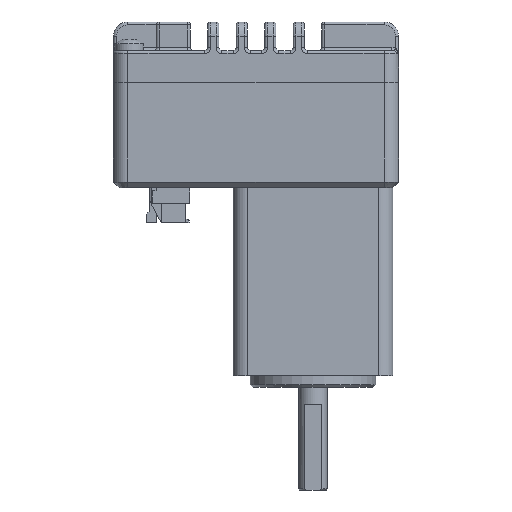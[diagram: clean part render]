
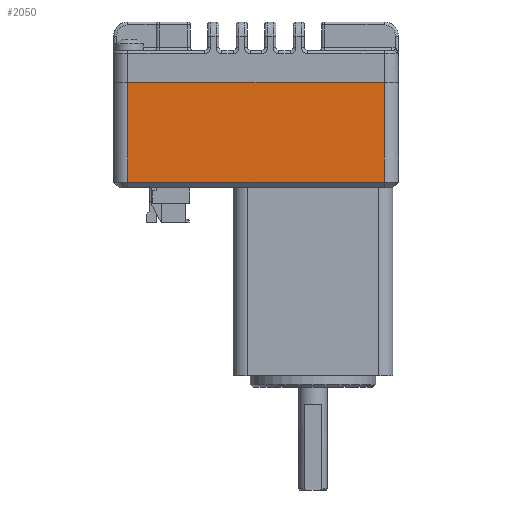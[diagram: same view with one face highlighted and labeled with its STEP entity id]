
A CAD part, left-side view. The second image highlights one B-rep face of the part: STEP entity #2050.
In plain terms, the highlighted planar face has unit normal (-1, 0, 0).
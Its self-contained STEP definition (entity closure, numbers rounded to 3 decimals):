
#489 = DIRECTION ( 'NONE',  ( 0., -1., 0. ) ) ;
#1351 = EDGE_CURVE ( 'NONE', #13260, #17764, #19593, .T. ) ;
#2050 = ADVANCED_FACE ( 'NONE', ( #31426 ), #35296, .T. ) ;
#2240 = DIRECTION ( 'NONE',  ( 0., 0., -1. ) ) ;
#3580 = CARTESIAN_POINT ( 'NONE',  ( -15., 32.5, 43.5 ) ) ;
#3959 = DIRECTION ( 'NONE',  ( -1., 0., 0. ) ) ;
#5972 = VECTOR ( 'NONE', #7388, 1000. ) ;
#7388 = DIRECTION ( 'NONE',  ( 0., 0., 1. ) ) ;
#10396 = LINE ( 'NONE', #3580, #35892 ) ;
#10480 = CARTESIAN_POINT ( 'NONE',  ( -15., -12.5, 26. ) ) ;
#10601 = EDGE_CURVE ( 'NONE', #33419, #17764, #10396, .T. ) ;
#11060 = VECTOR ( 'NONE', #12966, 1000. ) ;
#12966 = DIRECTION ( 'NONE',  ( 0., -1., 0. ) ) ;
#13260 = VERTEX_POINT ( 'NONE', #10480 ) ;
#14493 = ORIENTED_EDGE ( 'NONE', *, *, #38921, .T. ) ;
#15411 = VECTOR ( 'NONE', #2240, 1000. ) ;
#17764 = VERTEX_POINT ( 'NONE', #20897 ) ;
#17910 = EDGE_CURVE ( 'NONE', #40208, #13260, #35198, .T. ) ;
#19593 = LINE ( 'NONE', #23093, #5972 ) ;
#19669 = DIRECTION ( 'NONE',  ( 0., -1., 0. ) ) ;
#20397 = LINE ( 'NONE', #36672, #15411 ) ;
#20897 = CARTESIAN_POINT ( 'NONE',  ( -15., -12.5, 43.5 ) ) ;
#21257 = CARTESIAN_POINT ( 'NONE',  ( -15., 32.5, 43.5 ) ) ;
#22621 = ORIENTED_EDGE ( 'NONE', *, *, #1351, .T. ) ;
#23093 = CARTESIAN_POINT ( 'NONE',  ( -15., -12.5, -33.31 ) ) ;
#23422 = AXIS2_PLACEMENT_3D ( 'NONE', #28326, #3959, #489 ) ;
#23432 = EDGE_LOOP ( 'NONE', ( #14493, #30453, #22621, #35762 ) ) ;
#27413 = CARTESIAN_POINT ( 'NONE',  ( -15., 32.5, 26. ) ) ;
#28326 = CARTESIAN_POINT ( 'NONE',  ( -15., 0., -33.31 ) ) ;
#30453 = ORIENTED_EDGE ( 'NONE', *, *, #17910, .T. ) ;
#31327 = CARTESIAN_POINT ( 'NONE',  ( -15., -12.5, 26. ) ) ;
#31426 = FACE_OUTER_BOUND ( 'NONE', #23432, .T. ) ;
#33419 = VERTEX_POINT ( 'NONE', #21257 ) ;
#35198 = LINE ( 'NONE', #31327, #11060 ) ;
#35296 = PLANE ( 'NONE',  #23422 ) ;
#35762 = ORIENTED_EDGE ( 'NONE', *, *, #10601, .F. ) ;
#35892 = VECTOR ( 'NONE', #19669, 1000. ) ;
#36672 = CARTESIAN_POINT ( 'NONE',  ( -15., 32.5, 25. ) ) ;
#38921 = EDGE_CURVE ( 'NONE', #33419, #40208, #20397, .T. ) ;
#40208 = VERTEX_POINT ( 'NONE', #27413 ) ;
